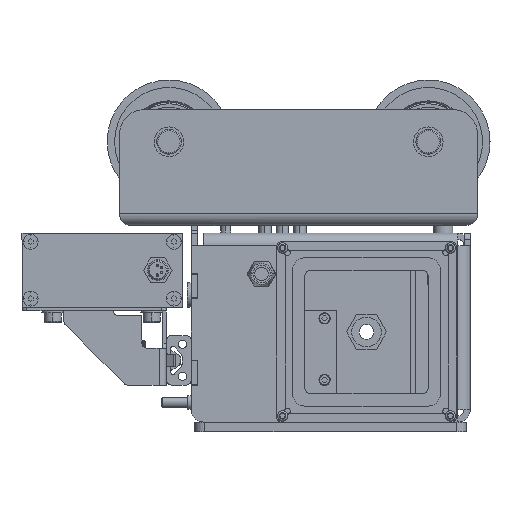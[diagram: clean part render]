
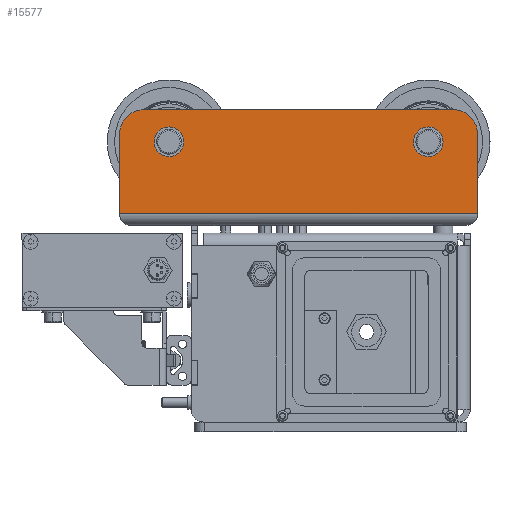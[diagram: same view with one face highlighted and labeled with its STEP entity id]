
A CAD part, front view. The second image highlights one B-rep face of the part: STEP entity #15577.
In plain terms, the highlighted face is planar.
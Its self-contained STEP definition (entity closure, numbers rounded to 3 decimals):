
#13852=CARTESIAN_POINT('',(54.5,18.5,83.1));
#13853=VERTEX_POINT('',#13852);
#13869=CARTESIAN_POINT('',(54.5,18.5,76.9));
#13870=VERTEX_POINT('',#13869);
#13877=CARTESIAN_POINT('',(54.5,18.5,80.0));
#13878=DIRECTION('',(-1.0,0.0,0.0));
#13879=DIRECTION('',(0.0,0.0,1.0));
#13880=AXIS2_PLACEMENT_3D('',#13877,#13878,#13879);
#13881=CIRCLE('',#13880,3.1);
#13882=EDGE_CURVE('',#13853,#13870,#13881,.T.);
#13936=CARTESIAN_POINT('',(54.5,18.5,-21.9));
#13937=VERTEX_POINT('',#13936);
#13953=CARTESIAN_POINT('',(54.5,18.5,-28.1));
#13954=VERTEX_POINT('',#13953);
#13961=CARTESIAN_POINT('',(54.5,18.5,-25.0));
#13962=DIRECTION('',(-1.0,0.0,0.0));
#13963=DIRECTION('',(0.0,0.0,1.0));
#13964=AXIS2_PLACEMENT_3D('',#13961,#13962,#13963);
#13965=CIRCLE('',#13964,3.1);
#13966=EDGE_CURVE('',#13937,#13954,#13965,.T.);
#15350=CARTESIAN_POINT('',(54.5,-10.5,100.0));
#15351=VERTEX_POINT('',#15350);
#15405=CARTESIAN_POINT('',(54.5,-10.5,-45.0));
#15406=VERTEX_POINT('',#15405);
#15407=CARTESIAN_POINT('',(54.5,-10.5,-45.0));
#15408=DIRECTION('',(0.0,0.0,1.0));
#15409=VECTOR('',#15408,145.0);
#15410=LINE('',#15407,#15409);
#15411=EDGE_CURVE('',#15406,#15351,#15410,.T.);
#15509=CARTESIAN_POINT('',(54.5,31.5,-45.0));
#15510=DIRECTION('',(1.0,0.0,0.0));
#15511=DIRECTION('',(0.0,0.0,-1.0));
#15512=AXIS2_PLACEMENT_3D('',#15509,#15510,#15511);
#15513=PLANE('',#15512);
#15514=ORIENTED_EDGE('',*,*,#15411,.F.);
#15515=CARTESIAN_POINT('',(54.5,21.5,-45.0));
#15516=VERTEX_POINT('',#15515);
#15517=CARTESIAN_POINT('',(54.5,21.5,-45.0));
#15518=DIRECTION('',(0.0,-1.0,0.0));
#15519=VECTOR('',#15518,32.);
#15520=LINE('',#15517,#15519);
#15521=EDGE_CURVE('',#15516,#15406,#15520,.T.);
#15522=ORIENTED_EDGE('',*,*,#15521,.F.);
#15523=CARTESIAN_POINT('',(54.5,31.5,-35.0));
#15524=VERTEX_POINT('',#15523);
#15525=CARTESIAN_POINT('',(54.5,21.5,-35.0));
#15526=DIRECTION('',(-1.,0.0,0.0));
#15527=DIRECTION('',(0.0,0.707,-0.707));
#15528=AXIS2_PLACEMENT_3D('',#15525,#15526,#15527);
#15529=CIRCLE('',#15528,10.);
#15530=EDGE_CURVE('',#15524,#15516,#15529,.T.);
#15531=ORIENTED_EDGE('',*,*,#15530,.F.);
#15532=CARTESIAN_POINT('',(54.5,31.5,90.0));
#15533=VERTEX_POINT('',#15532);
#15534=CARTESIAN_POINT('',(54.5,31.5,-35.0));
#15535=DIRECTION('',(0.0,0.0,1.0));
#15536=VECTOR('',#15535,125.0);
#15537=LINE('',#15534,#15536);
#15538=EDGE_CURVE('',#15524,#15533,#15537,.T.);
#15539=ORIENTED_EDGE('',*,*,#15538,.T.);
#15540=CARTESIAN_POINT('',(54.5,21.5,100.0));
#15541=VERTEX_POINT('',#15540);
#15542=CARTESIAN_POINT('',(54.5,21.5,90.0));
#15543=DIRECTION('',(-1.,0.0,0.0));
#15544=DIRECTION('',(0.0,0.707,0.707));
#15545=AXIS2_PLACEMENT_3D('',#15542,#15543,#15544);
#15546=CIRCLE('',#15545,10.);
#15547=EDGE_CURVE('',#15541,#15533,#15546,.T.);
#15548=ORIENTED_EDGE('',*,*,#15547,.F.);
#15549=CARTESIAN_POINT('',(54.5,21.5,100.0));
#15550=DIRECTION('',(0.0,-1.0,0.0));
#15551=VECTOR('',#15550,32.);
#15552=LINE('',#15549,#15551);
#15553=EDGE_CURVE('',#15541,#15351,#15552,.T.);
#15554=ORIENTED_EDGE('',*,*,#15553,.T.);
#15555=EDGE_LOOP('',(#15514,#15522,#15531,#15539,#15548,#15554));
#15556=FACE_OUTER_BOUND('',#15555,.T.);
#15557=CARTESIAN_POINT('',(54.5,18.5,80.0));
#15558=DIRECTION('',(-1.0,0.0,0.0));
#15559=DIRECTION('',(0.0,0.0,1.0));
#15560=AXIS2_PLACEMENT_3D('',#15557,#15558,#15559);
#15561=CIRCLE('',#15560,3.1);
#15562=EDGE_CURVE('',#13870,#13853,#15561,.T.);
#15563=ORIENTED_EDGE('',*,*,#15562,.T.);
#15564=ORIENTED_EDGE('',*,*,#13882,.T.);
#15565=EDGE_LOOP('',(#15563,#15564));
#15566=FACE_BOUND('',#15565,.T.);
#15567=CARTESIAN_POINT('',(54.5,18.5,-25.0));
#15568=DIRECTION('',(-1.0,0.0,0.0));
#15569=DIRECTION('',(0.0,0.0,1.0));
#15570=AXIS2_PLACEMENT_3D('',#15567,#15568,#15569);
#15571=CIRCLE('',#15570,3.1);
#15572=EDGE_CURVE('',#13954,#13937,#15571,.T.);
#15573=ORIENTED_EDGE('',*,*,#15572,.T.);
#15574=ORIENTED_EDGE('',*,*,#13966,.T.);
#15575=EDGE_LOOP('',(#15573,#15574));
#15576=FACE_BOUND('',#15575,.T.);
#15577=ADVANCED_FACE('',(#15556,#15566,#15576),#15513,.T.);
